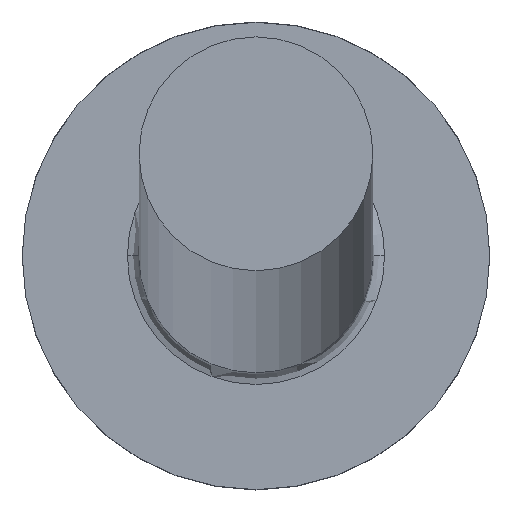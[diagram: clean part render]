
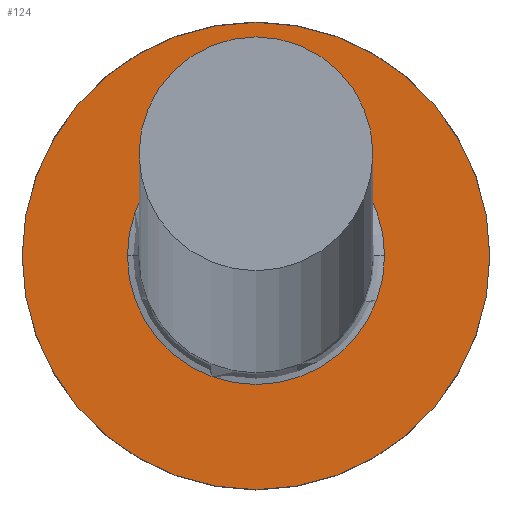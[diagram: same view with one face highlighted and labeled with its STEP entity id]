
A CAD part, top view. The second image highlights one B-rep face of the part: STEP entity #124.
In plain terms, the highlighted planar face has unit normal (0, 0, 1).
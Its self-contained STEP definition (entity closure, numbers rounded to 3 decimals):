
#4 = AXIS2_PLACEMENT_3D ( 'NONE', #179, #101, #221 ) ;
#6 = ORIENTED_EDGE ( 'NONE', *, *, #238, .T. ) ;
#7 = ORIENTED_EDGE ( 'NONE', *, *, #48, .T. ) ;
#10 = DIRECTION ( 'NONE',  ( 1., 0., 0. ) ) ;
#14 = DIRECTION ( 'NONE',  ( 1., 0., 0. ) ) ;
#18 = CARTESIAN_POINT ( 'NONE',  ( 4., 0., 3. ) ) ;
#40 = FACE_OUTER_BOUND ( 'NONE', #116, .T. ) ;
#43 = EDGE_CURVE ( 'NONE', #206, #189, #97, .T. ) ;
#48 = EDGE_CURVE ( 'NONE', #220, #305, #135, .T. ) ;
#59 = CARTESIAN_POINT ( 'NONE',  ( 0., 0., 3. ) ) ;
#74 = ORIENTED_EDGE ( 'NONE', *, *, #43, .T. ) ;
#77 = DIRECTION ( 'NONE',  ( 1., 0., 0. ) ) ;
#88 = FACE_BOUND ( 'NONE', #239, .T. ) ;
#97 = CIRCLE ( 'NONE', #208, 4. ) ;
#101 = DIRECTION ( 'NONE',  ( 0., 0., 1. ) ) ;
#104 = DIRECTION ( 'NONE',  ( 0., 0., 1. ) ) ;
#105 = DIRECTION ( 'NONE',  ( 1., 0., 0. ) ) ;
#107 = CARTESIAN_POINT ( 'NONE',  ( -2.2, 0., 3. ) ) ;
#116 = EDGE_LOOP ( 'NONE', ( #139, #74 ) ) ;
#124 = ADVANCED_FACE ( 'NONE', ( #88, #40 ), #151, .T. ) ;
#131 = CARTESIAN_POINT ( 'NONE',  ( 2.2, 0., 3. ) ) ;
#135 = CIRCLE ( 'NONE', #216, 2.2 ) ;
#139 = ORIENTED_EDGE ( 'NONE', *, *, #144, .T. ) ;
#144 = EDGE_CURVE ( 'NONE', #189, #206, #276, .T. ) ;
#151 = PLANE ( 'NONE',  #4 ) ;
#178 = CARTESIAN_POINT ( 'NONE',  ( 0., 0., 3. ) ) ;
#179 = CARTESIAN_POINT ( 'NONE',  ( 0., 0., 3. ) ) ;
#189 = VERTEX_POINT ( 'NONE', #247 ) ;
#206 = VERTEX_POINT ( 'NONE', #18 ) ;
#208 = AXIS2_PLACEMENT_3D ( 'NONE', #59, #219, #10 ) ;
#216 = AXIS2_PLACEMENT_3D ( 'NONE', #289, #291, #77 ) ;
#219 = DIRECTION ( 'NONE',  ( 0., 0., 1. ) ) ;
#220 = VERTEX_POINT ( 'NONE', #107 ) ;
#221 = DIRECTION ( 'NONE',  ( 1., 0., 0. ) ) ;
#238 = EDGE_CURVE ( 'NONE', #305, #220, #281, .T. ) ;
#239 = EDGE_LOOP ( 'NONE', ( #6, #7 ) ) ;
#247 = CARTESIAN_POINT ( 'NONE',  ( -4., 0., 3. ) ) ;
#250 = AXIS2_PLACEMENT_3D ( 'NONE', #178, #277, #14 ) ;
#276 = CIRCLE ( 'NONE', #306, 4. ) ;
#277 = DIRECTION ( 'NONE',  ( 0., 0., -1. ) ) ;
#279 = CARTESIAN_POINT ( 'NONE',  ( 0., 0., 3. ) ) ;
#281 = CIRCLE ( 'NONE', #250, 2.2 ) ;
#289 = CARTESIAN_POINT ( 'NONE',  ( 0., 0., 3. ) ) ;
#291 = DIRECTION ( 'NONE',  ( 0., 0., -1. ) ) ;
#305 = VERTEX_POINT ( 'NONE', #131 ) ;
#306 = AXIS2_PLACEMENT_3D ( 'NONE', #279, #104, #105 ) ;
